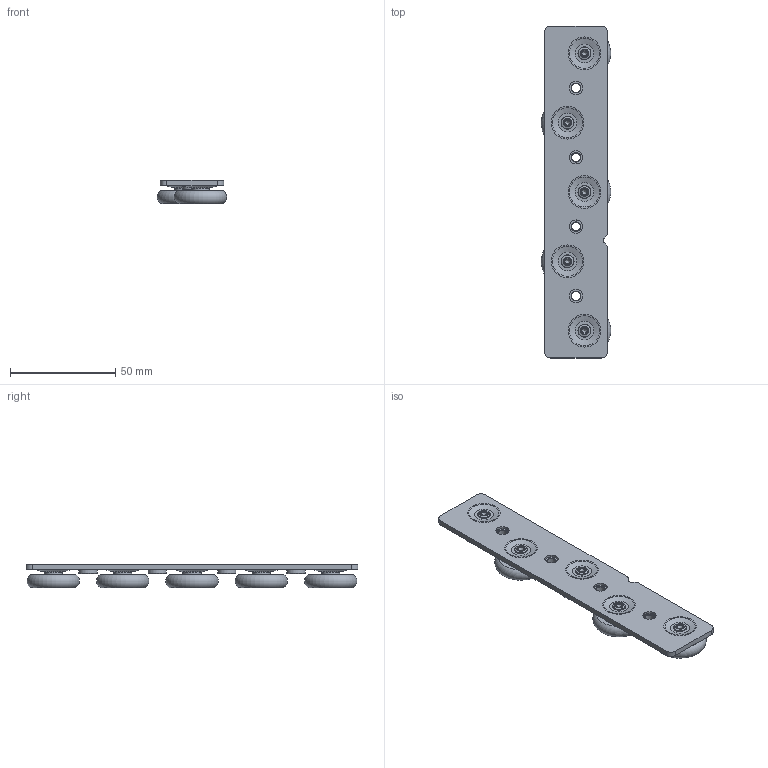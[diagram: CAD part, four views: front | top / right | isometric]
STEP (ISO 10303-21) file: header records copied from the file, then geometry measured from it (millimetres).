
FILE_DESCRIPTION(/* description */ ('PLATE RVS For FA1 5 WHEEL'),/* implementation_level */ '2;1');
FILE_NAME(/* name */ '205-S02-03.stp',/* time_stamp */ '2015-05-01T15:20:31+02:00',/* author */ ('w.jans'),/* organization */ (''),/* preprocessor_version */ 'ST-DEVELOPER v15.6',/* originating_system */ 'Autodesk Inventor 2015',/* authorisation */ '');
FILE_SCHEMA (('AUTOMOTIVE_DESIGN { 1 0 10303 214 3 1 1 }'));
Length unit declared in the file: millimetre
Products named in the file (10): E000009995; E000003891; E000009998; E000010078; E000010081; E000010080; E000010085; E000010083; E000010079; E000010400
Assembly tree (24 placements, depth 3):
  E000010400
    E000009998
      E000009995
      E000003891  x4
    E000010079  x5
      E000010078
      E000010081
      E000010080
      E000010085
      E000010083
Bounding box: 33.02 x 158 x 11 mm (x, y, z)
Volume: 24508 mm3; surface area: 26628.1 mm2
Topology: 70 solids, 70 shells, 478 faces, 907 edges, 567 vertices
Faces by surface type: plane 140, cylinder 117, cone 86, torus 85, sphere 45, bspline 5
Full cylindrical faces by diameter (mm): 4.134 x4, 5 x10, 6.33 x4, 6.35 x4, 7 x10, 7.33 x4, 8 x5, 8.6 x5, 8.7 x4, 12.6 x30, 15.999 x10, 16.049 x10, 17.299 x10
Entity records: 3280 total; most frequent: DIRECTION 612, CARTESIAN_POINT 545, ORIENTED_EDGE 324, AXIS2_PLACEMENT_3D 292, EDGE_LOOP 252, EDGE_CURVE 162, VERTEX_POINT 148, CIRCLE 132
